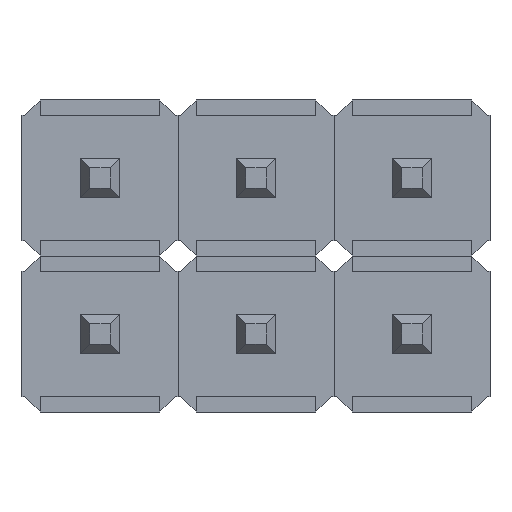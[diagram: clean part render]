
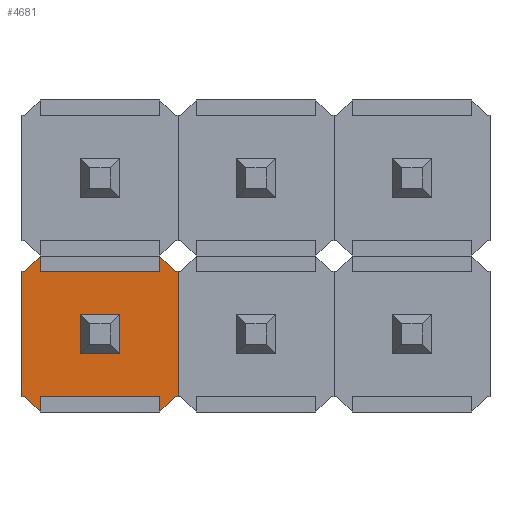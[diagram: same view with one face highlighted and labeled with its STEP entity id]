
A CAD part, front view. The second image highlights one B-rep face of the part: STEP entity #4681.
In plain terms, the highlighted planar face has unit normal (0, -1, 0).
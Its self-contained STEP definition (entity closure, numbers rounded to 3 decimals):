
#14=FACE_BOUND('',#387,.T.);
#85=FACE_OUTER_BOUND('',#386,.T.);
#386=EDGE_LOOP('',(#3173,#3174,#3175,#3176,#3177,#3178,#3179,#3180,#3181,
#3182,#3183,#3184,#3185,#3186,#3187,#3188));
#387=EDGE_LOOP('',(#3189,#3190,#3191,#3192));
#715=LINE('',#6655,#1375);
#718=LINE('',#6660,#1378);
#720=LINE('',#6664,#1380);
#722=LINE('',#6667,#1382);
#723=LINE('',#6670,#1383);
#728=LINE('',#6679,#1388);
#733=LINE('',#6689,#1393);
#740=LINE('',#6702,#1400);
#746=LINE('',#6714,#1406);
#748=LINE('',#6717,#1408);
#749=LINE('',#6719,#1409);
#750=LINE('',#6721,#1410);
#751=LINE('',#6722,#1411);
#752=LINE('',#6724,#1412);
#753=LINE('',#6726,#1413);
#754=LINE('',#6727,#1414);
#755=LINE('',#6729,#1415);
#756=LINE('',#6731,#1416);
#757=LINE('',#6732,#1417);
#758=LINE('',#6733,#1418);
#1375=VECTOR('',#5372,1000.);
#1378=VECTOR('',#5377,1000.);
#1380=VECTOR('',#5381,1000.);
#1382=VECTOR('',#5385,1000.);
#1383=VECTOR('',#5388,1000.);
#1388=VECTOR('',#5397,1000.);
#1393=VECTOR('',#5408,1000.);
#1400=VECTOR('',#5421,1000.);
#1406=VECTOR('',#5435,1000.);
#1408=VECTOR('',#5439,1000.);
#1409=VECTOR('',#5440,1000.);
#1410=VECTOR('',#5441,1000.);
#1411=VECTOR('',#5442,1000.);
#1412=VECTOR('',#5443,1000.);
#1413=VECTOR('',#5444,1000.);
#1414=VECTOR('',#5445,1000.);
#1415=VECTOR('',#5446,1000.);
#1416=VECTOR('',#5447,1000.);
#1417=VECTOR('',#5448,1000.);
#1418=VECTOR('',#5449,1000.);
#2013=VERTEX_POINT('',#6633);
#2016=VERTEX_POINT('',#6639);
#2017=VERTEX_POINT('',#6643);
#2020=VERTEX_POINT('',#6649);
#2021=VERTEX_POINT('',#6653);
#2022=VERTEX_POINT('',#6654);
#2023=VERTEX_POINT('',#6659);
#2024=VERTEX_POINT('',#6663);
#2025=VERTEX_POINT('',#6669);
#2027=VERTEX_POINT('',#6678);
#2029=VERTEX_POINT('',#6688);
#2032=VERTEX_POINT('',#6701);
#2033=VERTEX_POINT('',#6711);
#2034=VERTEX_POINT('',#6713);
#2035=VERTEX_POINT('',#6718);
#2036=VERTEX_POINT('',#6720);
#2037=VERTEX_POINT('',#6723);
#2038=VERTEX_POINT('',#6725);
#2039=VERTEX_POINT('',#6728);
#2040=VERTEX_POINT('',#6730);
#2419=EDGE_CURVE('',#2021,#2022,#715,.T.);
#2422=EDGE_CURVE('',#2022,#2023,#718,.T.);
#2424=EDGE_CURVE('',#2023,#2024,#720,.T.);
#2426=EDGE_CURVE('',#2024,#2021,#722,.T.);
#2427=EDGE_CURVE('',#2025,#2013,#723,.T.);
#2432=EDGE_CURVE('',#2016,#2027,#728,.T.);
#2437=EDGE_CURVE('',#2020,#2029,#733,.T.);
#2444=EDGE_CURVE('',#2032,#2017,#740,.T.);
#2450=EDGE_CURVE('',#2033,#2034,#746,.T.);
#2452=EDGE_CURVE('',#2033,#2016,#748,.T.);
#2453=EDGE_CURVE('',#2035,#2027,#749,.T.);
#2454=EDGE_CURVE('',#2035,#2036,#750,.T.);
#2455=EDGE_CURVE('',#2036,#2032,#751,.T.);
#2456=EDGE_CURVE('',#2017,#2037,#752,.T.);
#2457=EDGE_CURVE('',#2037,#2038,#753,.T.);
#2458=EDGE_CURVE('',#2020,#2038,#754,.T.);
#2459=EDGE_CURVE('',#2039,#2029,#755,.T.);
#2460=EDGE_CURVE('',#2040,#2039,#756,.T.);
#2461=EDGE_CURVE('',#2040,#2025,#757,.T.);
#2462=EDGE_CURVE('',#2034,#2013,#758,.T.);
#3173=ORIENTED_EDGE('',*,*,#2450,.F.);
#3174=ORIENTED_EDGE('',*,*,#2452,.T.);
#3175=ORIENTED_EDGE('',*,*,#2432,.T.);
#3176=ORIENTED_EDGE('',*,*,#2453,.F.);
#3177=ORIENTED_EDGE('',*,*,#2454,.T.);
#3178=ORIENTED_EDGE('',*,*,#2455,.T.);
#3179=ORIENTED_EDGE('',*,*,#2444,.T.);
#3180=ORIENTED_EDGE('',*,*,#2456,.T.);
#3181=ORIENTED_EDGE('',*,*,#2457,.T.);
#3182=ORIENTED_EDGE('',*,*,#2458,.F.);
#3183=ORIENTED_EDGE('',*,*,#2437,.T.);
#3184=ORIENTED_EDGE('',*,*,#2459,.F.);
#3185=ORIENTED_EDGE('',*,*,#2460,.F.);
#3186=ORIENTED_EDGE('',*,*,#2461,.T.);
#3187=ORIENTED_EDGE('',*,*,#2427,.T.);
#3188=ORIENTED_EDGE('',*,*,#2462,.F.);
#3189=ORIENTED_EDGE('',*,*,#2419,.T.);
#3190=ORIENTED_EDGE('',*,*,#2422,.T.);
#3191=ORIENTED_EDGE('',*,*,#2424,.T.);
#3192=ORIENTED_EDGE('',*,*,#2426,.T.);
#4381=PLANE('',#5012);
#4681=ADVANCED_FACE('',(#85,#14),#4381,.F.);
#5012=AXIS2_PLACEMENT_3D('',#6716,#5437,#5438);
#5372=DIRECTION('',(0.,0.,1.));
#5377=DIRECTION('',(1.,0.,0.));
#5381=DIRECTION('',(0.,0.,-1.));
#5385=DIRECTION('',(-1.,0.,0.));
#5388=DIRECTION('',(-0.707,0.,0.707));
#5397=DIRECTION('',(-0.707,0.,-0.707));
#5408=DIRECTION('',(0.707,0.,0.707));
#5421=DIRECTION('',(0.707,0.,-0.707));
#5435=DIRECTION('',(1.,0.,0.));
#5437=DIRECTION('center_axis',(0.,1.,0.));
#5438=DIRECTION('ref_axis',(0.,0.,1.));
#5439=DIRECTION('',(0.,0.,1.));
#5440=DIRECTION('',(1.,0.,0.));
#5441=DIRECTION('',(0.,0.,-1.));
#5442=DIRECTION('',(1.,0.,0.));
#5443=DIRECTION('',(0.,0.,1.));
#5444=DIRECTION('',(1.,0.,0.));
#5445=DIRECTION('',(0.,0.,1.));
#5446=DIRECTION('',(-1.,0.,0.));
#5447=DIRECTION('',(0.,0.,-1.));
#5448=DIRECTION('',(-1.,0.,0.));
#5449=DIRECTION('',(0.,0.,1.));
#6633=CARTESIAN_POINT('',(0.975,0.3,1.27));
#6639=CARTESIAN_POINT('',(-0.975,0.3,1.27));
#6643=CARTESIAN_POINT('',(-0.975,0.3,-1.27));
#6649=CARTESIAN_POINT('',(0.975,0.3,-1.27));
#6653=CARTESIAN_POINT('',(-0.32,0.3,-0.32));
#6654=CARTESIAN_POINT('',(-0.32,0.3,0.32));
#6655=CARTESIAN_POINT('',(-0.32,0.3,0.32));
#6659=CARTESIAN_POINT('',(0.32,0.3,0.32));
#6660=CARTESIAN_POINT('',(0.32,0.3,0.32));
#6663=CARTESIAN_POINT('',(0.32,0.3,-0.32));
#6664=CARTESIAN_POINT('',(0.32,0.3,0.32));
#6667=CARTESIAN_POINT('',(0.32,0.3,-0.32));
#6669=CARTESIAN_POINT('',(1.225,0.3,1.02));
#6670=CARTESIAN_POINT('',(1.225,0.3,1.02));
#6678=CARTESIAN_POINT('',(-1.225,0.3,1.02));
#6679=CARTESIAN_POINT('',(-0.975,0.3,1.27));
#6688=CARTESIAN_POINT('',(1.225,0.3,-1.02));
#6689=CARTESIAN_POINT('',(0.975,0.3,-1.27));
#6701=CARTESIAN_POINT('',(-1.225,0.3,-1.02));
#6702=CARTESIAN_POINT('',(-1.225,0.3,-1.02));
#6711=CARTESIAN_POINT('',(-0.975,0.3,1.02));
#6713=CARTESIAN_POINT('',(0.975,0.3,1.02));
#6714=CARTESIAN_POINT('',(-1.225,0.3,1.02));
#6716=CARTESIAN_POINT('Origin',(-1.225,0.3,1.02));
#6717=CARTESIAN_POINT('',(-0.975,0.3,-1.27));
#6718=CARTESIAN_POINT('',(-1.27,0.3,1.02));
#6719=CARTESIAN_POINT('',(-5.39,0.3,1.02));
#6720=CARTESIAN_POINT('',(-1.27,0.3,-1.02));
#6721=CARTESIAN_POINT('',(-1.27,0.3,-1.02));
#6722=CARTESIAN_POINT('',(-5.39,0.3,-1.02));
#6723=CARTESIAN_POINT('',(-0.975,0.3,-1.02));
#6724=CARTESIAN_POINT('',(-0.975,0.3,-1.27));
#6725=CARTESIAN_POINT('',(0.975,0.3,-1.02));
#6726=CARTESIAN_POINT('',(-1.225,0.3,-1.02));
#6727=CARTESIAN_POINT('',(0.975,0.3,-1.27));
#6728=CARTESIAN_POINT('',(1.27,0.3,-1.02));
#6729=CARTESIAN_POINT('',(5.39,0.3,-1.02));
#6730=CARTESIAN_POINT('',(1.27,0.3,1.02));
#6731=CARTESIAN_POINT('',(1.27,0.3,1.02));
#6732=CARTESIAN_POINT('',(5.39,0.3,1.02));
#6733=CARTESIAN_POINT('',(0.975,0.3,-1.27));
